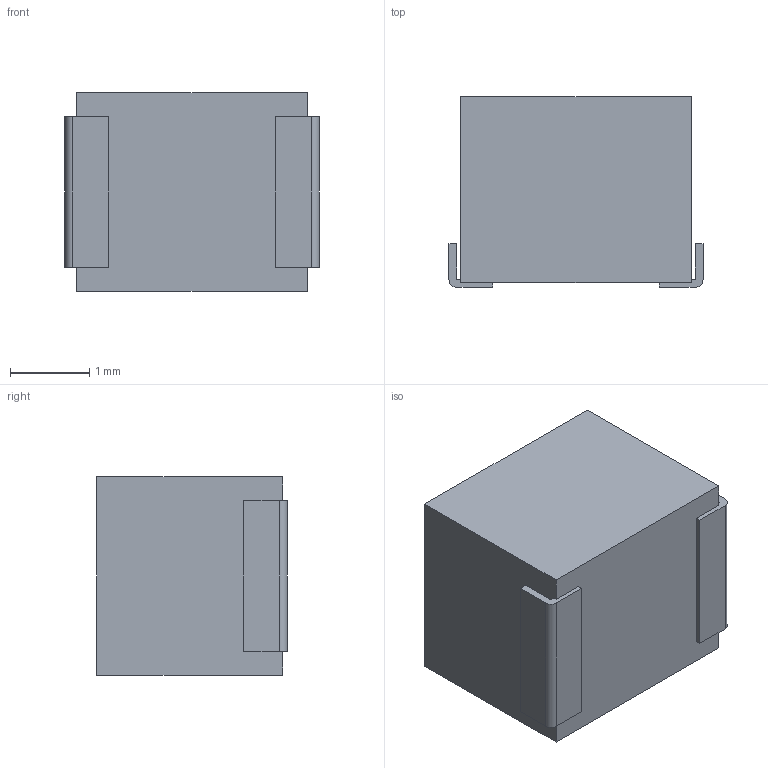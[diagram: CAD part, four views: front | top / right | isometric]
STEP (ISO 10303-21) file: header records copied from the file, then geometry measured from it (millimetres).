
FILE_DESCRIPTION (( 'STEP AP214' ), '1' );
FILE_NAME ('NLCV32T-100K-EF.STEP', '2022-03-04T09:38:11', ( '' ), ( '' ), 'SwSTEP 2.0', 'SolidWorks 2017', '' );
FILE_SCHEMA (( 'AUTOMOTIVE_DESIGN' ));
Length unit declared in the file: millimetre
Products named in the file (1): NLCV32T-100K-EF
Bounding box: 3.2 x 2.4 x 2.5 mm (x, y, z)
Volume: 17.3 mm3; surface area: 48.4 mm2
Topology: 3 solids, 3 shells, 32 faces, 78 edges, 52 vertices
Faces by surface type: plane 30, cylinder 2
Entity records: 978 total; most frequent: CARTESIAN_POINT 163, ORIENTED_EDGE 156, DIRECTION 148, EDGE_CURVE 78, LINE 74, VECTOR 74, VERTEX_POINT 52, AXIS2_PLACEMENT_3D 37
